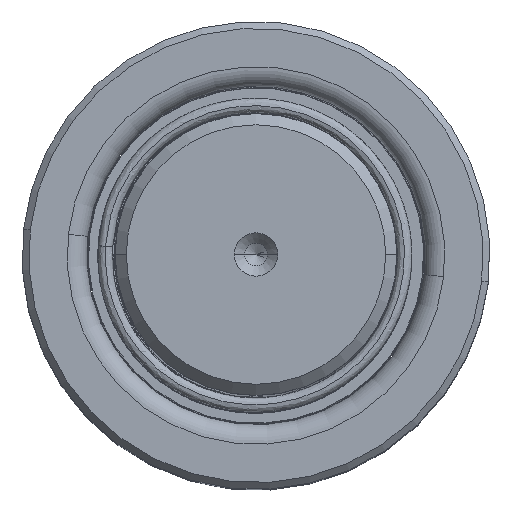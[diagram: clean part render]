
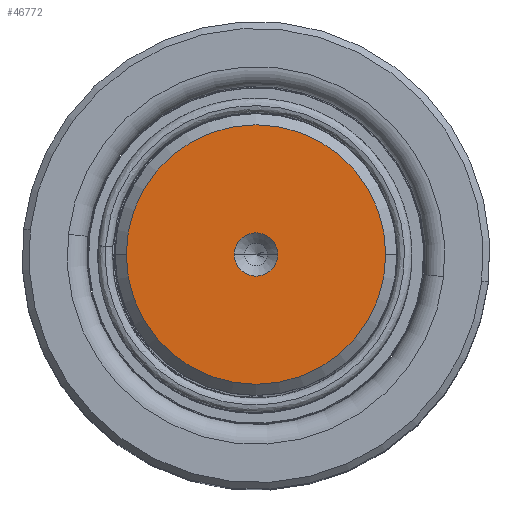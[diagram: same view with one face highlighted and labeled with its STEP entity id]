
A CAD part, top view. The second image highlights one B-rep face of the part: STEP entity #46772.
In plain terms, the highlighted planar face has unit normal (0, 0, 1).
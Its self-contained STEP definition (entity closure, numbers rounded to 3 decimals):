
#8 = ORIENTED_EDGE ( 'NONE', *, *, #37827, .F. ) ;
#3110 = CIRCLE ( 'NONE', #9459, 23.016 ) ;
#4909 = AXIS2_PLACEMENT_3D ( 'NONE', #48316, #32817, #9140 ) ;
#5082 = FACE_OUTER_BOUND ( 'NONE', #7395, .T. ) ;
#5516 = EDGE_LOOP ( 'NONE', ( #36730, #8 ) ) ;
#7086 = CARTESIAN_POINT ( 'NONE',  ( -23.016, 0., 200. ) ) ;
#7395 = EDGE_LOOP ( 'NONE', ( #28666, #47837 ) ) ;
#8238 = EDGE_CURVE ( 'NONE', #45745, #12694, #34596, .T. ) ;
#9140 = DIRECTION ( 'NONE',  ( 1., 0., 0. ) ) ;
#9459 = AXIS2_PLACEMENT_3D ( 'NONE', #37160, #29228, #32873 ) ;
#11396 = DIRECTION ( 'NONE',  ( 0., 0., 1. ) ) ;
#12694 = VERTEX_POINT ( 'NONE', #32149 ) ;
#15714 = CARTESIAN_POINT ( 'NONE',  ( 0., 0., 200. ) ) ;
#17036 = DIRECTION ( 'NONE',  ( 0., 0., 1. ) ) ;
#17379 = DIRECTION ( 'NONE',  ( 1., 0., 0. ) ) ;
#19301 = FACE_BOUND ( 'NONE', #5516, .T. ) ;
#24197 = EDGE_CURVE ( 'NONE', #34312, #32234, #40861, .T. ) ;
#25202 = CARTESIAN_POINT ( 'NONE',  ( 3.85, 0., 200. ) ) ;
#25985 = DIRECTION ( 'NONE',  ( 1., 0., 0. ) ) ;
#27595 = DIRECTION ( 'NONE',  ( 1., 0., 0. ) ) ;
#28666 = ORIENTED_EDGE ( 'NONE', *, *, #8238, .T. ) ;
#29228 = DIRECTION ( 'NONE',  ( 0., 0., 1. ) ) ;
#32149 = CARTESIAN_POINT ( 'NONE',  ( 23.016, 0., 200. ) ) ;
#32234 = VERTEX_POINT ( 'NONE', #42409 ) ;
#32817 = DIRECTION ( 'NONE',  ( 0., 0., 1. ) ) ;
#32873 = DIRECTION ( 'NONE',  ( 1., 0., 0. ) ) ;
#34312 = VERTEX_POINT ( 'NONE', #25202 ) ;
#34535 = AXIS2_PLACEMENT_3D ( 'NONE', #36662, #17036, #17379 ) ;
#34596 = CIRCLE ( 'NONE', #34535, 23.016 ) ;
#35887 = AXIS2_PLACEMENT_3D ( 'NONE', #15714, #11396, #27595 ) ;
#36662 = CARTESIAN_POINT ( 'NONE',  ( 0., 0., 200. ) ) ;
#36730 = ORIENTED_EDGE ( 'NONE', *, *, #24197, .F. ) ;
#37160 = CARTESIAN_POINT ( 'NONE',  ( 0., 0., 200. ) ) ;
#37827 = EDGE_CURVE ( 'NONE', #32234, #34312, #44773, .T. ) ;
#40861 = CIRCLE ( 'NONE', #4909, 3.85 ) ;
#41706 = PLANE ( 'NONE',  #43182 ) ;
#42213 = CARTESIAN_POINT ( 'NONE',  ( 0., 0., 200. ) ) ;
#42374 = DIRECTION ( 'NONE',  ( 0., 0., 1. ) ) ;
#42409 = CARTESIAN_POINT ( 'NONE',  ( -3.85, 0., 200. ) ) ;
#43182 = AXIS2_PLACEMENT_3D ( 'NONE', #42213, #42374, #25985 ) ;
#44773 = CIRCLE ( 'NONE', #35887, 3.85 ) ;
#45745 = VERTEX_POINT ( 'NONE', #7086 ) ;
#46772 = ADVANCED_FACE ( 'NONE', ( #19301, #5082 ), #41706, .T. ) ;
#47837 = ORIENTED_EDGE ( 'NONE', *, *, #48286, .T. ) ;
#48286 = EDGE_CURVE ( 'NONE', #12694, #45745, #3110, .T. ) ;
#48316 = CARTESIAN_POINT ( 'NONE',  ( 0., 0., 200. ) ) ;
